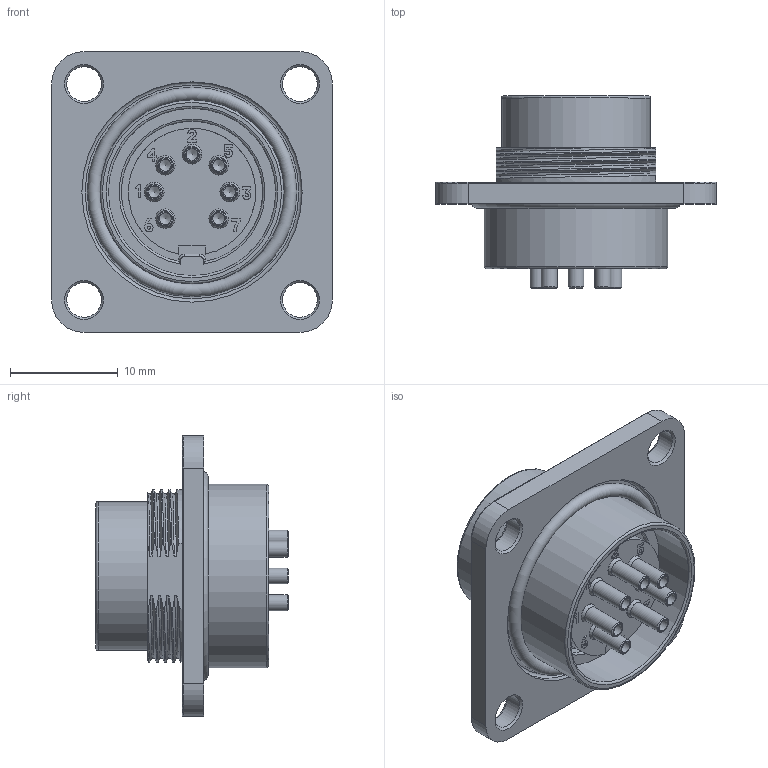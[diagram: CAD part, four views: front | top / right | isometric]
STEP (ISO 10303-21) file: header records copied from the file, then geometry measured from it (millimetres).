
FILE_DESCRIPTION(/* description */ (''),/* implementation_level */ '2;1');
FILE_NAME(/* name */ 'c091 31s107 100 2 unxc001-01.stp',/* time_stamp */ '2019-07-08T14:38:29+02:00',/* author */ (''),/* organization */ (''),/* preprocessor_version */ 'ST-DEVELOPER v16.7',/* originating_system */ 'SIEMENS PLM Software NX 12.0',/* authorisation */ '');
FILE_SCHEMA (('AUTOMOTIVE_DESIGN { 1 0 10303 214 3 1 1 1 }'));
Length unit declared in the file: millimetre
Products named in the file (1): c091 31s107 100 2 unxc001-01
Bounding box: 26 x 17.8 x 26 mm (x, y, z)
Volume: 2549.2 mm3; surface area: 3589.7 mm2
Topology: 1 solids, 1 shells, 323 faces, 803 edges, 528 vertices
Faces by surface type: cylinder 115, plane 112, cone 39, bspline 32, torus 25
Full cylindrical faces by diameter (mm): 0.288 x1, 0.8 x7, 1.1 x7, 1.475 x14, 1.5 x14, 1.82 x14, 3.2 x4, 13.8 x1, 15.5 x1, 17 x1, 20.4 x1
Entity records: 13387 total; most frequent: CARTESIAN_POINT 6020, DIRECTION 1313, ORIENTED_EDGE 1210, EDGE_CURVE 605, AXIS2_PLACEMENT_3D 529, EDGE_LOOP 519, VERTEX_POINT 465, FACE_BOUND 365
